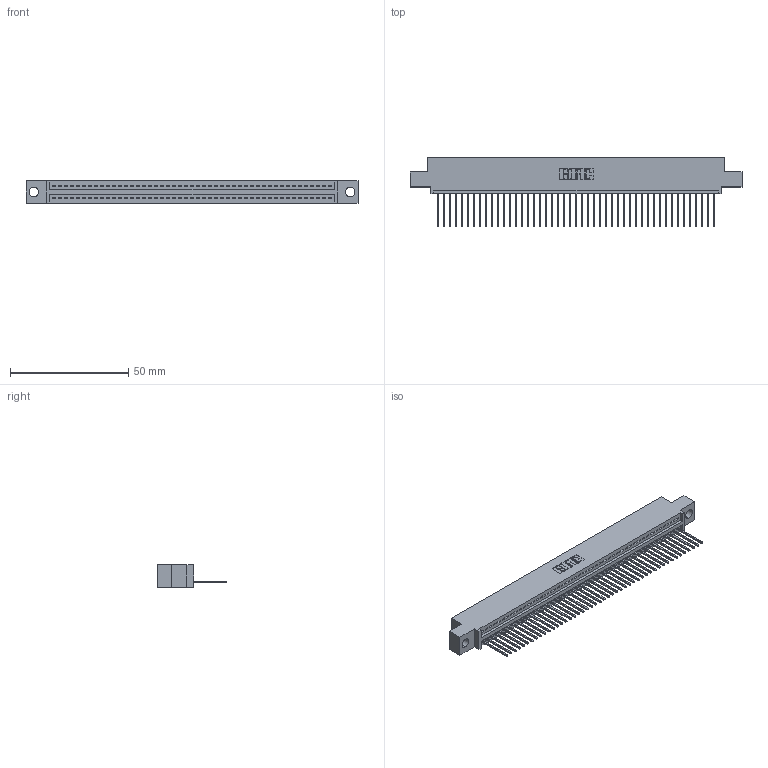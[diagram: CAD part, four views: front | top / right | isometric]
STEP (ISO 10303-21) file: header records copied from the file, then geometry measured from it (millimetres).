
FILE_DESCRIPTION (( 'STEP AP203' ), '1' );
FILE_NAME ('395-047-540-404.STEP', '2019-10-22T23:37:43', ( '' ), ( '' ), 'SwSTEP 2.0', 'SolidWorks 2016', '' );
FILE_SCHEMA (( 'CONFIG_CONTROL_DESIGN' ));
Length unit declared in the file: inch
Products named in the file (3): 345-292-001_345-293-140; 345 Part_0.110 Offset - 0.156 Dia-TH; 395-047-540-404
Assembly tree (48 placements, depth 2):
  395-047-540-404
    345 Part_0.110 Offset - 0.156 Dia-TH
    345-292-001_345-293-140  x47
Bounding box: 140.59 x 29.13 x 9.4 mm (x, y, z)
Volume: 13296.7 mm3; surface area: 18086.6 mm2
Topology: 48 solids, 48 shells, 2856 faces, 8625 edges, 5686 vertices
Faces by surface type: plane 1964, cylinder 892
Entity records: 34853 total; most frequent: CARTESIAN_POINT 6045, ORIENTED_EDGE 6026, DIRECTION 5271, EDGE_CURVE 3013, LINE 2693, VECTOR 2693, VERTEX_POINT 2006, AXIS2_PLACEMENT_3D 1289
